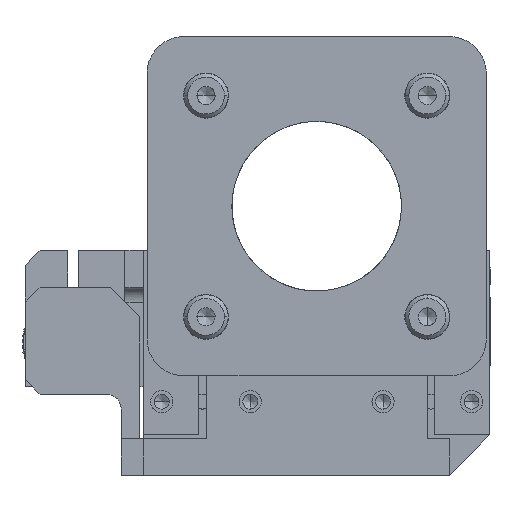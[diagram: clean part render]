
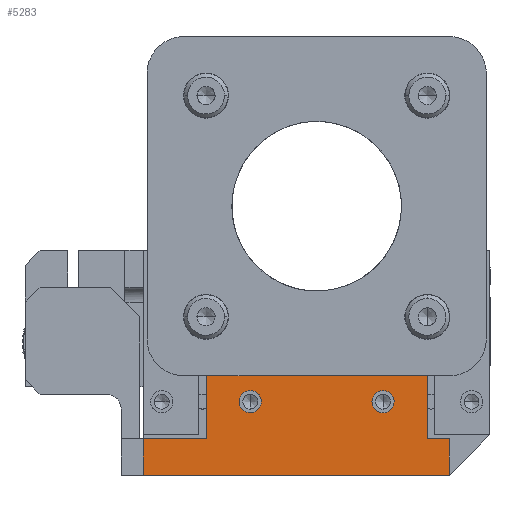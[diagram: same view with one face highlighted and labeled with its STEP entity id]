
A CAD part, left-side view. The second image highlights one B-rep face of the part: STEP entity #5283.
In plain terms, the highlighted planar face has unit normal (-1, 0, 0).
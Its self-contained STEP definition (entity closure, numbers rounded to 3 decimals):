
#298=FACE_BOUND('',#15986,.T.);
#299=FACE_BOUND('',#15987,.T.);
#5283=ADVANCED_FACE('',(#10506,#298,#299),#91389,.T.);
#10506=FACE_OUTER_BOUND('',#15985,.T.);
#15985=EDGE_LOOP('',(#45520,#45521,#45522,#45523,#45524,#45525,#45526,#45527));
#15986=EDGE_LOOP('',(#45528,#45529));
#15987=EDGE_LOOP('',(#45530,#45531));
#45520=ORIENTED_EDGE('',*,*,#61653,.T.);
#45521=ORIENTED_EDGE('',*,*,#61654,.T.);
#45522=ORIENTED_EDGE('',*,*,#61589,.F.);
#45523=ORIENTED_EDGE('',*,*,#60815,.F.);
#45524=ORIENTED_EDGE('',*,*,#61655,.T.);
#45525=ORIENTED_EDGE('',*,*,#61566,.T.);
#45526=ORIENTED_EDGE('',*,*,#61592,.F.);
#45527=ORIENTED_EDGE('',*,*,#61656,.T.);
#45528=ORIENTED_EDGE('',*,*,#61649,.T.);
#45529=ORIENTED_EDGE('',*,*,#62230,.T.);
#45530=ORIENTED_EDGE('',*,*,#61651,.T.);
#45531=ORIENTED_EDGE('',*,*,#62233,.T.);
#60815=EDGE_CURVE('',#86365,#86366,#76760,.T.);
#61566=EDGE_CURVE('',#86872,#86874,#77309,.T.);
#61589=EDGE_CURVE('',#86366,#86898,#77324,.T.);
#61592=EDGE_CURVE('',#86901,#86874,#77327,.T.);
#61649=EDGE_CURVE('',#86942,#87277,#64517,.T.);
#61651=EDGE_CURVE('',#86944,#87279,#64518,.T.);
#61653=EDGE_CURVE('',#86946,#86947,#77375,.T.);
#61654=EDGE_CURVE('',#86947,#86898,#77376,.T.);
#61655=EDGE_CURVE('',#86365,#86872,#77377,.T.);
#61656=EDGE_CURVE('',#86901,#86946,#77378,.T.);
#62230=EDGE_CURVE('',#87277,#86942,#64750,.T.);
#62233=EDGE_CURVE('',#87279,#86944,#64752,.T.);
#64517=(
BOUNDED_CURVE()
B_SPLINE_CURVE(2,(#174500,#174501,#174502,#174503,#174504),
 .UNSPECIFIED.,.F.,.F.)
B_SPLINE_CURVE_WITH_KNOTS((3,2,3),(-9.425,-7.069,-4.712),
 .UNSPECIFIED.)
CURVE()
GEOMETRIC_REPRESENTATION_ITEM()
RATIONAL_B_SPLINE_CURVE((1.,0.707,1.,0.707,1.))
REPRESENTATION_ITEM('')
);
#64518=(
BOUNDED_CURVE()
B_SPLINE_CURVE(2,(#174507,#174508,#174509,#174510,#174511),
 .UNSPECIFIED.,.F.,.F.)
B_SPLINE_CURVE_WITH_KNOTS((3,2,3),(-9.425,-7.069,-4.712),
 .UNSPECIFIED.)
CURVE()
GEOMETRIC_REPRESENTATION_ITEM()
RATIONAL_B_SPLINE_CURVE((1.,0.707,1.,0.707,1.))
REPRESENTATION_ITEM('')
);
#64750=(
BOUNDED_CURVE()
B_SPLINE_CURVE(2,(#179715,#179716,#179717,#179718,#179719),
 .UNSPECIFIED.,.F.,.F.)
B_SPLINE_CURVE_WITH_KNOTS((3,2,3),(-4.712,-2.356,
0.),.UNSPECIFIED.)
CURVE()
GEOMETRIC_REPRESENTATION_ITEM()
RATIONAL_B_SPLINE_CURVE((1.,0.707,1.,0.707,1.))
REPRESENTATION_ITEM('')
);
#64752=(
BOUNDED_CURVE()
B_SPLINE_CURVE(2,(#179727,#179728,#179729,#179730,#179731),
 .UNSPECIFIED.,.F.,.F.)
B_SPLINE_CURVE_WITH_KNOTS((3,2,3),(-4.712,-2.356,
0.),.UNSPECIFIED.)
CURVE()
GEOMETRIC_REPRESENTATION_ITEM()
RATIONAL_B_SPLINE_CURVE((1.,0.707,1.,0.707,1.))
REPRESENTATION_ITEM('')
);
#76760=B_SPLINE_CURVE_WITH_KNOTS('',1,(#172107,#172108),.UNSPECIFIED.,.F.,
 .F.,(2,2),(0.,5.),.UNSPECIFIED.);
#77309=B_SPLINE_CURVE_WITH_KNOTS('',1,(#174279,#174280),.UNSPECIFIED.,.F.,
 .F.,(2,2),(-5.,0.),.UNSPECIFIED.);
#77324=B_SPLINE_CURVE_WITH_KNOTS('',1,(#174349,#174350),.UNSPECIFIED.,.F.,
 .F.,(2,2),(0.,8.5),.UNSPECIFIED.);
#77327=B_SPLINE_CURVE_WITH_KNOTS('',1,(#174355,#174356),.UNSPECIFIED.,.F.,
 .F.,(2,2),(0.,3.),.UNSPECIFIED.);
#77375=B_SPLINE_CURVE_WITH_KNOTS('',1,(#174514,#174515),.UNSPECIFIED.,.F.,
 .F.,(2,2),(0.,30.),.UNSPECIFIED.);
#77376=B_SPLINE_CURVE_WITH_KNOTS('',1,(#174516,#174517),.UNSPECIFIED.,.F.,
 .F.,(2,2),(0.,9.5),.UNSPECIFIED.);
#77377=B_SPLINE_CURVE_WITH_KNOTS('',1,(#174518,#174519),.UNSPECIFIED.,.F.,
 .F.,(2,2),(0.,41.5),.UNSPECIFIED.);
#77378=B_SPLINE_CURVE_WITH_KNOTS('',1,(#174520,#174521),.UNSPECIFIED.,.F.,
 .F.,(2,2),(0.,9.5),.UNSPECIFIED.);
#86365=VERTEX_POINT('',#169369);
#86366=VERTEX_POINT('',#169370);
#86872=VERTEX_POINT('',#169876);
#86874=VERTEX_POINT('',#169878);
#86898=VERTEX_POINT('',#169902);
#86901=VERTEX_POINT('',#169905);
#86942=VERTEX_POINT('',#169946);
#86944=VERTEX_POINT('',#169948);
#86946=VERTEX_POINT('',#169950);
#86947=VERTEX_POINT('',#169951);
#87277=VERTEX_POINT('',#170281);
#87279=VERTEX_POINT('',#170283);
#91389=PLANE('',#97090);
#97090=AXIS2_PLACEMENT_3D('',#158752,#101787,$);
#101787=DIRECTION('',(-1.,0.,0.));
#158752=CARTESIAN_POINT('',(-27.104,19.546,-1.57));
#169369=CARTESIAN_POINT('',(-27.104,15.276,0.));
#169370=CARTESIAN_POINT('',(-27.104,15.276,5.));
#169876=CARTESIAN_POINT('',(-27.104,-26.224,0.));
#169878=CARTESIAN_POINT('',(-27.104,-26.224,5.));
#169902=CARTESIAN_POINT('',(-27.104,6.776,5.));
#169905=CARTESIAN_POINT('',(-27.104,-23.224,5.));
#169946=CARTESIAN_POINT('',(-27.104,-18.724,10.));
#169948=CARTESIAN_POINT('',(-27.104,-0.724,10.));
#169950=CARTESIAN_POINT('',(-27.104,-23.224,14.5));
#169951=CARTESIAN_POINT('',(-27.104,6.776,14.5));
#170281=CARTESIAN_POINT('',(-27.104,-15.724,10.));
#170283=CARTESIAN_POINT('',(-27.104,2.276,10.));
#172107=CARTESIAN_POINT('',(-27.104,15.276,0.));
#172108=CARTESIAN_POINT('',(-27.104,15.276,5.));
#174279=CARTESIAN_POINT('',(-27.104,-26.224,0.));
#174280=CARTESIAN_POINT('',(-27.104,-26.224,5.));
#174349=CARTESIAN_POINT('',(-27.104,15.276,5.));
#174350=CARTESIAN_POINT('',(-27.104,6.776,5.));
#174355=CARTESIAN_POINT('',(-27.104,-23.224,5.));
#174356=CARTESIAN_POINT('',(-27.104,-26.224,5.));
#174500=CARTESIAN_POINT('',(-27.104,-18.724,10.));
#174501=CARTESIAN_POINT('',(-27.104,-18.724,8.5));
#174502=CARTESIAN_POINT('',(-27.104,-17.224,8.5));
#174503=CARTESIAN_POINT('',(-27.104,-15.724,8.5));
#174504=CARTESIAN_POINT('',(-27.104,-15.724,10.));
#174507=CARTESIAN_POINT('',(-27.104,-0.724,10.));
#174508=CARTESIAN_POINT('',(-27.104,-0.724,8.5));
#174509=CARTESIAN_POINT('',(-27.104,0.776,8.5));
#174510=CARTESIAN_POINT('',(-27.104,2.276,8.5));
#174511=CARTESIAN_POINT('',(-27.104,2.276,10.));
#174514=CARTESIAN_POINT('',(-27.104,-23.224,14.5));
#174515=CARTESIAN_POINT('',(-27.104,6.776,14.5));
#174516=CARTESIAN_POINT('',(-27.104,6.776,14.5));
#174517=CARTESIAN_POINT('',(-27.104,6.776,5.));
#174518=CARTESIAN_POINT('',(-27.104,15.276,0.));
#174519=CARTESIAN_POINT('',(-27.104,-26.224,0.));
#174520=CARTESIAN_POINT('',(-27.104,-23.224,5.));
#174521=CARTESIAN_POINT('',(-27.104,-23.224,14.5));
#179715=CARTESIAN_POINT('',(-27.104,-15.724,10.));
#179716=CARTESIAN_POINT('',(-27.104,-15.724,11.5));
#179717=CARTESIAN_POINT('',(-27.104,-17.224,11.5));
#179718=CARTESIAN_POINT('',(-27.104,-18.724,11.5));
#179719=CARTESIAN_POINT('',(-27.104,-18.724,10.));
#179727=CARTESIAN_POINT('',(-27.104,2.276,10.));
#179728=CARTESIAN_POINT('',(-27.104,2.276,11.5));
#179729=CARTESIAN_POINT('',(-27.104,0.776,11.5));
#179730=CARTESIAN_POINT('',(-27.104,-0.724,11.5));
#179731=CARTESIAN_POINT('',(-27.104,-0.724,10.));
